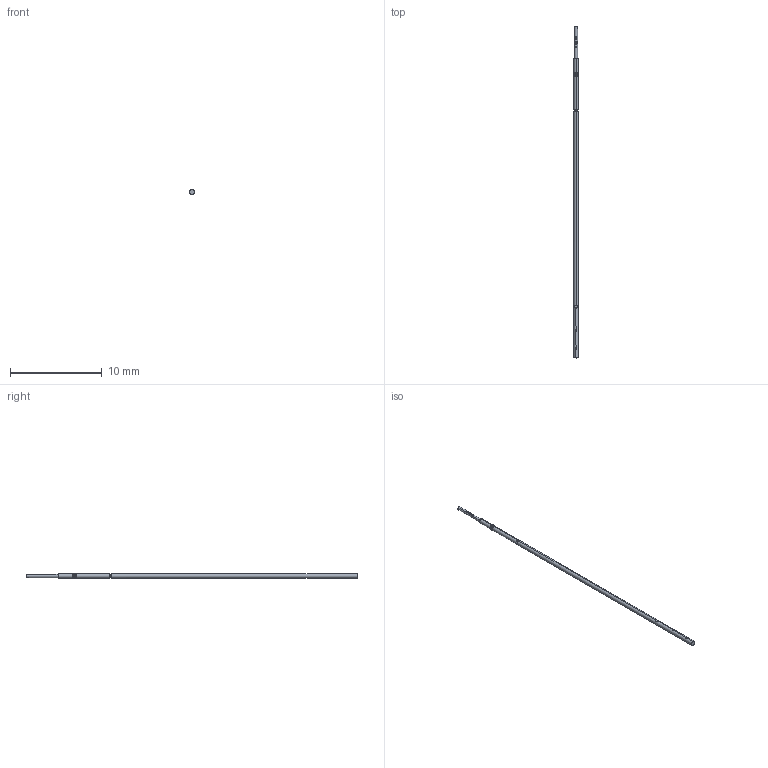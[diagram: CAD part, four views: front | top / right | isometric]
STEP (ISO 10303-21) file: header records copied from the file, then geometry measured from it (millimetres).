
FILE_DESCRIPTION (( 'STEP AP203' ), '1' );
FILE_NAME ('INGUN_GKS-061_304_035_A_xx02.STEP', '2021-09-13T08:37:59', ( 'ochi' ), ( '' ), 'SwSTEP 2.0', 'SolidWorks 2018', '' );
FILE_SCHEMA (( 'CONFIG_CONTROL_DESIGN' ));
Length unit declared in the file: millimetre
Products named in the file (1): INGUN_GKS-061_304_035_A_xx02
Bounding box: 0.6 x 36.2 x 0.6 mm (x, y, z)
Volume: 6.8 mm3; surface area: 55.9 mm2
Topology: 1 solids, 1 shells, 109 faces, 278 edges, 177 vertices
Faces by surface type: plane 50, cylinder 25, bspline 22, torus 12
Entity records: 3801 total; most frequent: CARTESIAN_POINT 1323, ORIENTED_EDGE 556, DIRECTION 416, EDGE_CURVE 278, VERTEX_POINT 177, AXIS2_PLACEMENT_3D 164, EDGE_LOOP 115, ADVANCED_FACE 109
